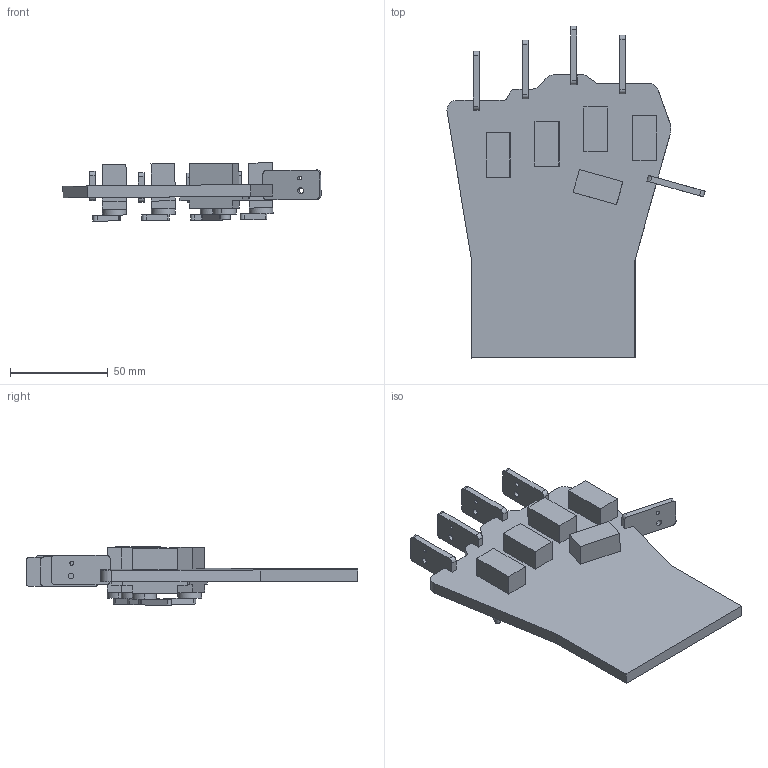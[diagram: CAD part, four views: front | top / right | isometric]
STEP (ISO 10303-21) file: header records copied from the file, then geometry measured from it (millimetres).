
FILE_DESCRIPTION (( 'STEP AP203' ), '1' );
FILE_NAME ('fullPalm_Default_sldprt.STEP', '2018-03-20T10:16:04', ( '' ), ( '' ), 'SwSTEP 2.0', 'SolidWorks 2017', '' );
FILE_SCHEMA (( 'CONFIG_CONTROL_DESIGN' ));
Length unit declared in the file: millimetre
Products named in the file (1): fullPalm_Default_sldprt
Bounding box: 132.04 x 169.83 x 29.8 mm (x, y, z)
Volume: 113105.8 mm3; surface area: 49315.5 mm2
Topology: 16 solids, 16 shells, 334 faces, 871 edges, 574 vertices
Faces by surface type: plane 205, cylinder 129
Entity records: 10470 total; most frequent: CARTESIAN_POINT 1810, DIRECTION 1809, ORIENTED_EDGE 1742, EDGE_CURVE 871, AXIS2_PLACEMENT_3D 613, LINE 583, VECTOR 583, VERTEX_POINT 574
